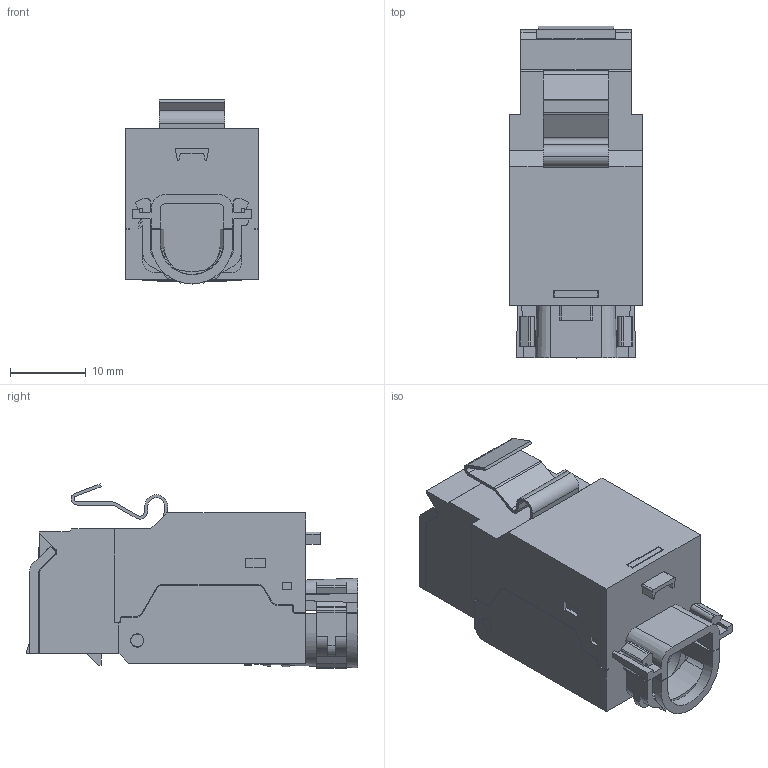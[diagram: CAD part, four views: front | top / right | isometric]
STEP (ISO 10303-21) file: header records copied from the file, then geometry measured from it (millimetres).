
FILE_DESCRIPTION (( 'STEP AP214' ), '1' );
FILE_NAME ('TSPFTC6ASJ_Outline_3D.step', '2026-01-05T22:03:16', ( '' ), ( '' ), 'SwSTEP 2.0', 'SolidWorks 2025', '' );
FILE_SCHEMA (( 'AUTOMOTIVE_DESIGN' ));
Length unit declared in the file: inch
Products named in the file (1): TSPFTC6ASJ_Outline_3D
Bounding box: 17.5 x 43.75 x 24.26 mm (x, y, z)
Volume: 10165.2 mm3; surface area: 6084.4 mm2
Topology: 8 solids, 8 shells, 667 faces, 1834 edges, 1216 vertices
Faces by surface type: plane 483, cylinder 120, bspline 56, cone 8
Entity records: 23749 total; most frequent: CARTESIAN_POINT 6809, ORIENTED_EDGE 3668, DIRECTION 3187, EDGE_CURVE 1834, LINE 1435, VECTOR 1435, VERTEX_POINT 1216, AXIS2_PLACEMENT_3D 876
